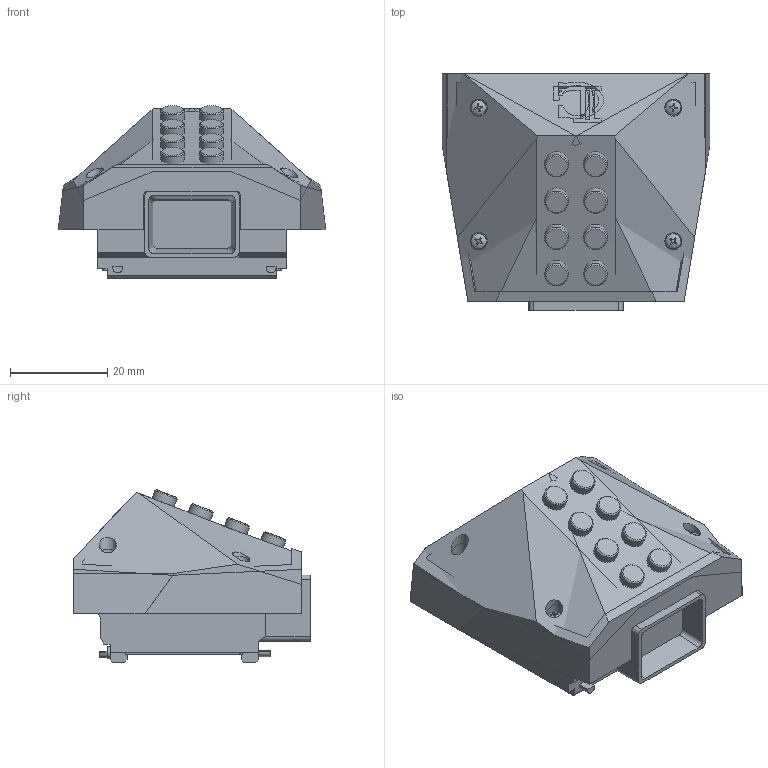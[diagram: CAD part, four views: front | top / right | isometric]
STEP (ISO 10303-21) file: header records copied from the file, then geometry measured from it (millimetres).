
FILE_DESCRIPTION(/* description */ ('Unknown'),/* implementation_level */ '2;1');
FILE_NAME(/* name */ 'nikonF_viewFinder_canonFTBTop_STD',/* time_stamp */ '2024-03-18T19:48:31-04:00',/* author */ ('Unknown'),/* organization */ ('Unknown'),/* preprocessor_version */ 'ST-DEVELOPER v18.1',/* originating_system */ 'Solid Edge',/* authorisation */ 'Unknown');
FILE_SCHEMA (('AUTOMOTIVE_DESIGN {1 0 10303 214 3 1 1}'));
Length unit declared in the file: millimetre
Products named in the file (7): nikonF_viewFinder_canonFTB; nikonF_viewFinder_canonFTBBottom; nikonF_viewFinder_canonFTBTop_STD; M1.6_panHead_5mm; nikonF_prismEye_canonFTB; nikonF_viewFinder_canonFTBTop_lego; nikonF_prism_canonFTB
Assembly tree (9 placements, depth 2):
  nikonF_viewFinder_canonFTB
    nikonF_viewFinder_canonFTBBottom
    nikonF_viewFinder_canonFTBTop_STD
    M1.6_panHead_5mm  x4
    nikonF_prismEye_canonFTB
    nikonF_viewFinder_canonFTBTop_lego
    nikonF_prism_canonFTB
Bounding box: 55.1 x 48.7 x 35.52 mm (x, y, z)
Volume: 58118.7 mm3; surface area: 29836.5 mm2
Topology: 13 solids, 13 shells, 404 faces, 1049 edges, 698 vertices
Faces by surface type: plane 289, cylinder 64, cone 24, bspline 15, torus 8, sphere 4
Full cylindrical faces by diameter (mm): 2.5 x1, 3.203 x4, 3.5 x8, 4.9 x8
Entity records: 14163 total; most frequent: CARTESIAN_POINT 5205, ORIENTED_EDGE 1516, DIRECTION 1469, EDGE_CURVE 758, LINE 593, VECTOR 593, VERTEX_POINT 527, AXIS2_PLACEMENT_3D 438
